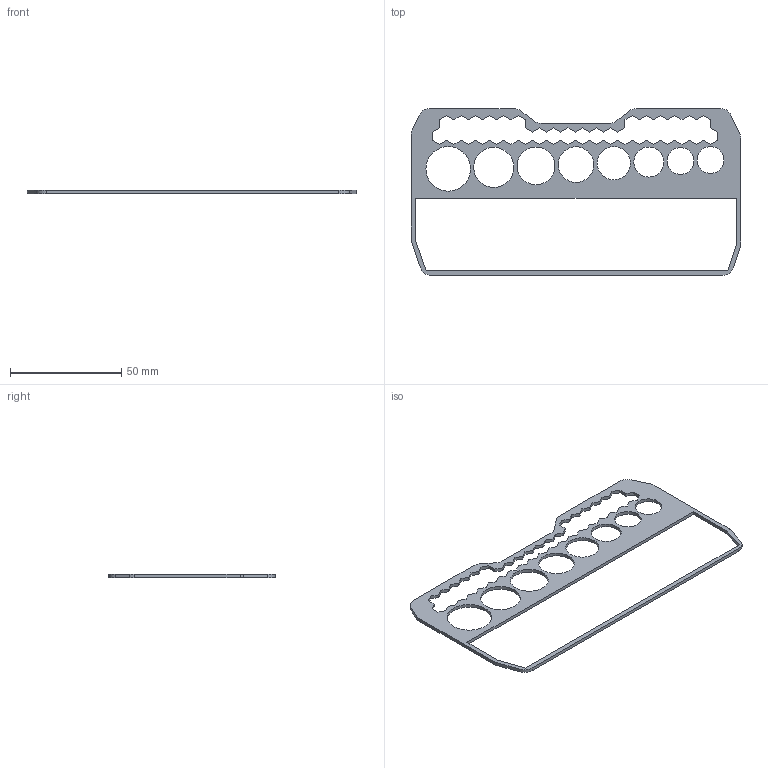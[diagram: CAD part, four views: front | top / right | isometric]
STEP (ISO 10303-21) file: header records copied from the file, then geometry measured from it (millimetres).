
FILE_DESCRIPTION(/* description */ (''),/* implementation_level */ '2;1');
FILE_NAME(/* name */ 'tool_box_insert_test_v3.step',/* time_stamp */ '2024-11-10T09:45:09+01:00',/* author */ (''),/* organization */ (''),/* preprocessor_version */ 'ST-DEVELOPER v20',/* originating_system */ 'Autodesk Translation Framework v13.20.0.188',/* authorisation */ '');
FILE_SCHEMA (('AUTOMOTIVE_DESIGN { 1 0 10303 214 3 1 1 }'));
Length unit declared in the file: millimetre
Products named in the file (1): (Unsaved)
Bounding box: 148 x 75 x 1.5 mm (x, y, z)
Volume: 4990.4 mm3; surface area: 8878.7 mm2
Topology: 1 solids, 1 shells, 126 faces, 372 edges, 248 vertices
Faces by surface type: plane 106, cylinder 20
Full cylindrical faces by diameter (mm): 12 x2, 13.5 x1, 15 x1, 16 x1, 17 x1, 18 x1, 20 x1
Entity records: 4229 total; most frequent: CARTESIAN_POINT 747, ORIENTED_EDGE 744, DIRECTION 666, EDGE_CURVE 372, LINE 332, VECTOR 332, VERTEX_POINT 248, AXIS2_PLACEMENT_3D 167
